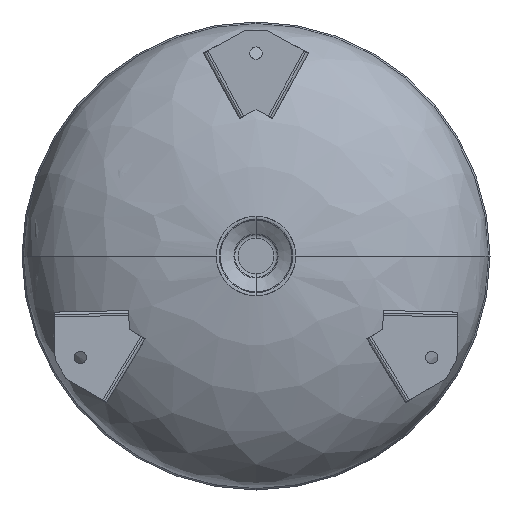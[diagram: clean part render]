
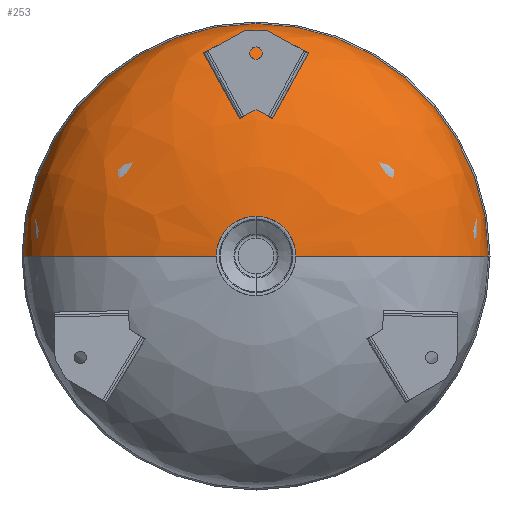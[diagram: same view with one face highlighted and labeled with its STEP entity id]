
A CAD part, front view. The second image highlights one B-rep face of the part: STEP entity #253.
In plain terms, the highlighted free-form (B-spline) face has degree [3, 3] with [4, 4] control points.
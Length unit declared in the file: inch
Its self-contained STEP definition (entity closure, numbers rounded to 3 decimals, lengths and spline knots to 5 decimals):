
#235 = CARTESIAN_POINT ( 'NONE',  ( 0., -12.99385, 1.52364 ) ) ;
#253 = ADVANCED_FACE ( 'NONE', ( #3857 ), #7928, .F. ) ;
#313 = CARTESIAN_POINT ( 'NONE',  ( 8.875, -8.41732, 0. ) ) ;
#550 = ORIENTED_EDGE ( 'NONE', *, *, #7808, .T. ) ;
#573 = CARTESIAN_POINT ( 'NONE',  ( 1.52364, -12.99385, 3.04727 ) ) ;
#663 = AXIS2_PLACEMENT_3D ( 'NONE', #7077, #7769, #5791 ) ;
#679 = CARTESIAN_POINT ( 'NONE',  ( -8.875, -8.41732, 0. ) ) ;
#772 = EDGE_CURVE ( 'NONE', #5308, #846, #5851, .T. ) ;
#846 = VERTEX_POINT ( 'NONE', #313 ) ;
#1027 = CARTESIAN_POINT ( 'NONE',  ( 8.875, -8.41732, 0. ) ) ;
#1040 = AXIS2_PLACEMENT_3D ( 'NONE', #7751, #1754, #8356 ) ;
#1177 = CARTESIAN_POINT ( 'NONE',  ( 1.52364, -12.99385, 0. ) ) ;
#1280 = CARTESIAN_POINT ( 'NONE',  ( -8.875, -8.41732, 0. ) ) ;
#1608 = EDGE_LOOP ( 'NONE', ( #7271, #3403, #550, #7165, #3780, #7181 ) ) ;
#1754 = DIRECTION ( 'NONE',  ( 0., 1., 0. ) ) ;
#1848 = CARTESIAN_POINT ( 'NONE',  ( -8.875, -10.77992, 17.75 ) ) ;
#1999 = DIRECTION ( 'NONE',  ( 0., 0., 1. ) ) ;
#2464 = CARTESIAN_POINT ( 'NONE',  ( 8.875, -10.77992, 0. ) ) ;
#2509 = CARTESIAN_POINT ( 'NONE',  ( -8.875, -8.41732, 17.75 ) ) ;
#2665 = VERTEX_POINT ( 'NONE', #235 ) ;
#3111 = CARTESIAN_POINT ( 'NONE',  ( -5.97024, -12.58825, 0. ) ) ;
#3245 = CARTESIAN_POINT ( 'NONE',  ( 5.97024, -12.58825, 11.94049 ) ) ;
#3321 = AXIS2_PLACEMENT_3D ( 'NONE', #6003, #5339, #1999 ) ;
#3403 = ORIENTED_EDGE ( 'NONE', *, *, #7986, .T. ) ;
#3424 = CARTESIAN_POINT ( 'NONE',  ( -1.52364, -12.99385, 0. ) ) ;
#3773 = CARTESIAN_POINT ( 'NONE',  ( -1.52364, -12.99385, 0. ) ) ;
#3780 = ORIENTED_EDGE ( 'NONE', *, *, #772, .F. ) ;
#3811 = CARTESIAN_POINT ( 'NONE',  ( -1.52364, -12.99385, 3.04727 ) ) ;
#3857 = FACE_OUTER_BOUND ( 'NONE', #1608, .T. ) ;
#4044 = CARTESIAN_POINT ( 'NONE',  ( -8.875, -10.77992, 0. ) ) ;
#4458 = CIRCLE ( 'NONE', #663, 1.52364 ) ;
#4761 = EDGE_CURVE ( 'NONE', #6487, #7809, #7319, .T. ) ;
#4765 = DIRECTION ( 'NONE',  ( 0., 1., 0. ) ) ;
#4823 = CIRCLE ( 'NONE', #1040, 8.875 ) ;
#4989 = CARTESIAN_POINT ( 'NONE',  ( 5.97024, -12.58825, 0. ) ) ;
#5063 = CARTESIAN_POINT ( 'NONE',  ( 8.875, -10.77992, 17.75 ) ) ;
#5086 = EDGE_CURVE ( 'NONE', #6006, #846, #5267, .T. ) ;
#5144 = CARTESIAN_POINT ( 'NONE',  ( -8.875, -8.41732, 0. ) ) ;
#5187 = CARTESIAN_POINT ( 'NONE',  ( 1.52364, -12.99385, 0. ) ) ;
#5267 =( BOUNDED_CURVE ( )  B_SPLINE_CURVE ( 3, ( #7137, #4989, #8286, #1027 ),
 .UNSPECIFIED., .F., .F. ) 
 B_SPLINE_CURVE_WITH_KNOTS ( ( 4, 4 ),
 ( 4.88492, 6.28319 ),
 .UNSPECIFIED. ) 
 CURVE ( )  GEOMETRIC_REPRESENTATION_ITEM ( )  RATIONAL_B_SPLINE_CURVE ( ( 1., 0.844, 0.844, 1. ) ) 
 REPRESENTATION_ITEM ( '' )  );
#5308 = VERTEX_POINT ( 'NONE', #8628 ) ;
#5339 = DIRECTION ( 'NONE',  ( 0., 1., 0. ) ) ;
#5606 = DIRECTION ( 'NONE',  ( 0., 0., 1. ) ) ;
#5791 = DIRECTION ( 'NONE',  ( 0., 0., 1. ) ) ;
#5851 = CIRCLE ( 'NONE', #7491, 8.875 ) ;
#5946 = CARTESIAN_POINT ( 'NONE',  ( -5.97024, -12.58825, 0. ) ) ;
#5975 = CARTESIAN_POINT ( 'NONE',  ( 8.875, -8.41732, 0. ) ) ;
#5999 = CARTESIAN_POINT ( 'NONE',  ( -1.52364, -12.99385, 0. ) ) ;
#6003 = CARTESIAN_POINT ( 'NONE',  ( 0., -12.99385, 0. ) ) ;
#6006 = VERTEX_POINT ( 'NONE', #1177 ) ;
#6033 = EDGE_CURVE ( 'NONE', #7809, #5308, #4823, .T. ) ;
#6457 = CARTESIAN_POINT ( 'NONE',  ( 5.97024, -12.58825, 0. ) ) ;
#6487 = VERTEX_POINT ( 'NONE', #5999 ) ;
#6496 = CARTESIAN_POINT ( 'NONE',  ( -8.875, -10.77992, 0. ) ) ;
#6903 = CARTESIAN_POINT ( 'NONE',  ( 0., -8.41732, 0. ) ) ;
#7077 = CARTESIAN_POINT ( 'NONE',  ( 0., -12.99385, 0. ) ) ;
#7112 = CIRCLE ( 'NONE', #3321, 1.52364 ) ;
#7137 = CARTESIAN_POINT ( 'NONE',  ( 1.52364, -12.99385, 0. ) ) ;
#7165 = ORIENTED_EDGE ( 'NONE', *, *, #5086, .T. ) ;
#7181 = ORIENTED_EDGE ( 'NONE', *, *, #6033, .F. ) ;
#7271 = ORIENTED_EDGE ( 'NONE', *, *, #4761, .F. ) ;
#7319 =( BOUNDED_CURVE ( )  B_SPLINE_CURVE ( 3, ( #3424, #5946, #4044, #1280 ),
 .UNSPECIFIED., .F., .T. ) 
 B_SPLINE_CURVE_WITH_KNOTS ( ( 4, 4 ),
 ( 4.88492, 6.28319 ),
 .UNSPECIFIED. ) 
 CURVE ( )  GEOMETRIC_REPRESENTATION_ITEM ( )  RATIONAL_B_SPLINE_CURVE ( ( 1., 0.844, 0.844, 1. ) ) 
 REPRESENTATION_ITEM ( '' )  );
#7491 = AXIS2_PLACEMENT_3D ( 'NONE', #6903, #4765, #5606 ) ;
#7751 = CARTESIAN_POINT ( 'NONE',  ( 0., -8.41732, 0. ) ) ;
#7769 = DIRECTION ( 'NONE',  ( 0., 1., 0. ) ) ;
#7808 = EDGE_CURVE ( 'NONE', #2665, #6006, #7112, .T. ) ;
#7809 = VERTEX_POINT ( 'NONE', #679 ) ;
#7839 = CARTESIAN_POINT ( 'NONE',  ( 8.875, -8.41732, 17.75 ) ) ;
#7928 =( BOUNDED_SURFACE ( )  B_SPLINE_SURFACE ( 3, 3, ( 
 ( #3773, #3811, #573, #5187 ),
 ( #3111, #8528, #3245, #6457 ),
 ( #6496, #1848, #5063, #2464 ),
 ( #5144, #2509, #7839, #5975 ) ),
 .UNSPECIFIED., .F., .F., .F. ) 
 B_SPLINE_SURFACE_WITH_KNOTS ( ( 4, 4 ),
 ( 4, 4 ),
 ( 0., 1. ),
 ( 0., 1. ),
 .UNSPECIFIED. ) 
 GEOMETRIC_REPRESENTATION_ITEM ( )  RATIONAL_B_SPLINE_SURFACE ( (
 ( 1., 0.333, 0.333, 1.),
 ( 0.844, 0.281, 0.281, 0.844),
 ( 0.844, 0.281, 0.281, 0.844),
 ( 1., 0.333, 0.333, 1.) ) ) 
 REPRESENTATION_ITEM ( '' )  SURFACE ( )  );
#7986 = EDGE_CURVE ( 'NONE', #6487, #2665, #4458, .T. ) ;
#8286 = CARTESIAN_POINT ( 'NONE',  ( 8.875, -10.77992, 0. ) ) ;
#8356 = DIRECTION ( 'NONE',  ( 0., 0., 1. ) ) ;
#8528 = CARTESIAN_POINT ( 'NONE',  ( -5.97024, -12.58825, 11.94049 ) ) ;
#8628 = CARTESIAN_POINT ( 'NONE',  ( 0., -8.41732, 8.875 ) ) ;
